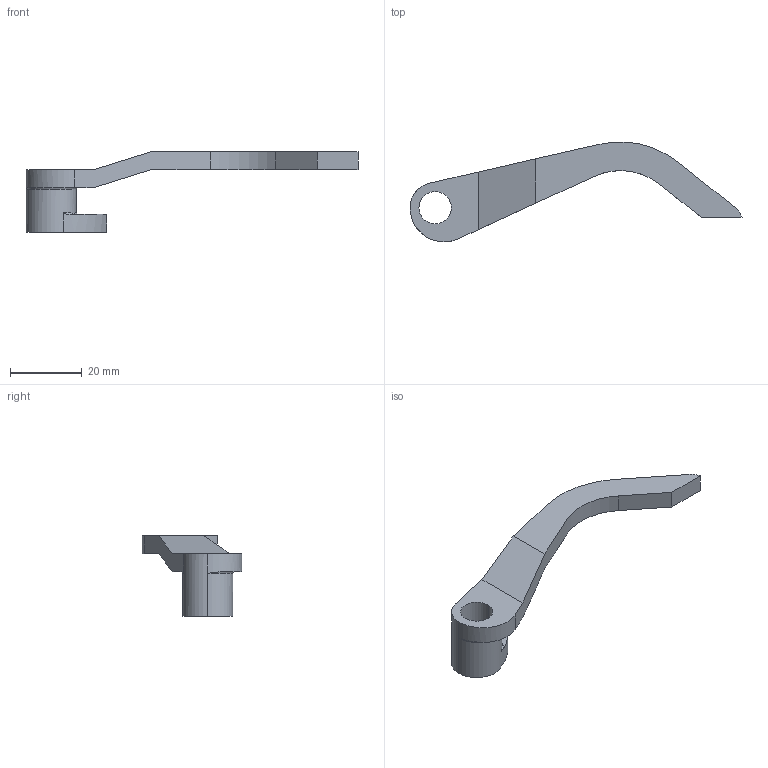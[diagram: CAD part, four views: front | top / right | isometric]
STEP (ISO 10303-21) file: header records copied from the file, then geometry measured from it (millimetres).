
FILE_DESCRIPTION (( 'STEP AP203' ), '1' );
FILE_NAME ('16.361.STEP', '2023-03-05T17:59:30', ( '' ), ( '' ), 'SwSTEP 2.0', 'SolidWorks 2020', '' );
FILE_SCHEMA (( 'CONFIG_CONTROL_DESIGN' ));
Length unit declared in the file: millimetre
Products named in the file (1): 16.361
Bounding box: 92.3 x 27.72 x 22.5 mm (x, y, z)
Volume: 6233.7 mm3; surface area: 4215.9 mm2
Topology: 1 solids, 1 shells, 28 faces, 74 edges, 48 vertices
Faces by surface type: plane 14, cylinder 9, torus 3, cone 2
Entity records: 988 total; most frequent: CARTESIAN_POINT 193, DIRECTION 155, ORIENTED_EDGE 148, EDGE_CURVE 74, AXIS2_PLACEMENT_3D 56, VERTEX_POINT 48, VECTOR 43, LINE 43
